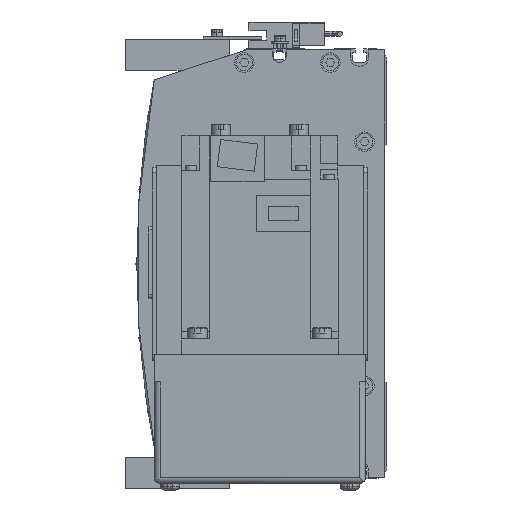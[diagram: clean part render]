
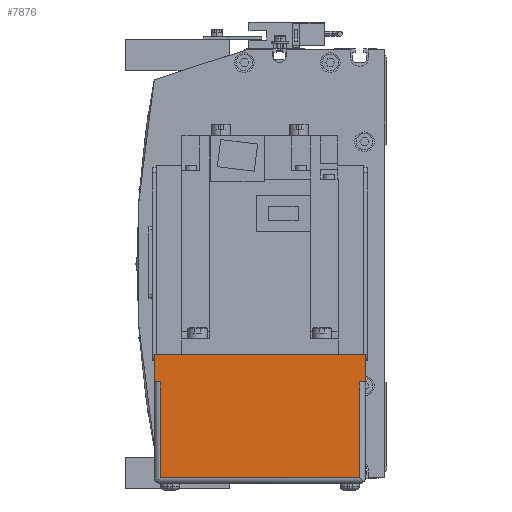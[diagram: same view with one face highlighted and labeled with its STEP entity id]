
A CAD part, left-side view. The second image highlights one B-rep face of the part: STEP entity #7876.
In plain terms, the highlighted planar face has unit normal (-1, 0, 0).
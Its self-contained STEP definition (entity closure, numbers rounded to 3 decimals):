
#68 = DIRECTION ( 'NONE',  ( 0., -1., 0. ) ) ;
#385 = ORIENTED_EDGE ( 'NONE', *, *, #41000, .T. ) ;
#1866 = LINE ( 'NONE', #21570, #2490 ) ;
#2269 = VERTEX_POINT ( 'NONE', #15934 ) ;
#2490 = VECTOR ( 'NONE', #21347, 1000. ) ;
#2632 = FACE_OUTER_BOUND ( 'NONE', #21867, .T. ) ;
#2807 = CARTESIAN_POINT ( 'NONE',  ( -216.5, 119., -60.5 ) ) ;
#3059 = CARTESIAN_POINT ( 'NONE',  ( -216.5, 119., -46.5 ) ) ;
#4039 = DIRECTION ( 'NONE',  ( 0., -1., 0. ) ) ;
#4110 = VECTOR ( 'NONE', #21243, 1000. ) ;
#4268 = DIRECTION ( 'NONE',  ( 0., 0., 1. ) ) ;
#4427 = VECTOR ( 'NONE', #68, 1000. ) ;
#4984 = ORIENTED_EDGE ( 'NONE', *, *, #42361, .T. ) ;
#5601 = VECTOR ( 'NONE', #22965, 1000. ) ;
#6055 = LINE ( 'NONE', #32673, #4427 ) ;
#6232 = LINE ( 'NONE', #3059, #5601 ) ;
#6437 = LINE ( 'NONE', #2807, #11785 ) ;
#7876 = ADVANCED_FACE ( 'NONE', ( #2632 ), #28767, .T. ) ;
#7894 = CARTESIAN_POINT ( 'NONE',  ( -216.5, 14., -112.5 ) ) ;
#8533 = CARTESIAN_POINT ( 'NONE',  ( -216.5, 14., -109.5 ) ) ;
#9242 = CARTESIAN_POINT ( 'NONE',  ( -216.5, 119., -60.5 ) ) ;
#9251 = VERTEX_POINT ( 'NONE', #21651 ) ;
#11785 = VECTOR ( 'NONE', #21872, 1000. ) ;
#11793 = CARTESIAN_POINT ( 'NONE',  ( -216.5, 116., -60.5 ) ) ;
#12066 = CARTESIAN_POINT ( 'NONE',  ( -216.5, 116., -112.5 ) ) ;
#13234 = CARTESIAN_POINT ( 'NONE',  ( -216.5, 116., -109.5 ) ) ;
#15934 = CARTESIAN_POINT ( 'NONE',  ( -216.5, 14., -60.5 ) ) ;
#17224 = ORIENTED_EDGE ( 'NONE', *, *, #38161, .T. ) ;
#18384 = EDGE_CURVE ( 'NONE', #42284, #31622, #32032, .T. ) ;
#19536 = DIRECTION ( 'NONE',  ( -1., 0., 0. ) ) ;
#19645 = VERTEX_POINT ( 'NONE', #35970 ) ;
#20304 = LINE ( 'NONE', #29960, #21731 ) ;
#21243 = DIRECTION ( 'NONE',  ( 0., 0., 1. ) ) ;
#21346 = EDGE_CURVE ( 'NONE', #19645, #23831, #27707, .T. ) ;
#21347 = DIRECTION ( 'NONE',  ( 0., 0., 1. ) ) ;
#21570 = CARTESIAN_POINT ( 'NONE',  ( -216.5, 11., -60.5 ) ) ;
#21651 = CARTESIAN_POINT ( 'NONE',  ( -216.5, 11., -60.5 ) ) ;
#21731 = VECTOR ( 'NONE', #4039, 1000. ) ;
#21867 = EDGE_LOOP ( 'NONE', ( #4984, #26901, #38219, #385, #30583, #33022, #17224, #42493 ) ) ;
#21872 = DIRECTION ( 'NONE',  ( 0., -1., 0. ) ) ;
#22859 = VERTEX_POINT ( 'NONE', #8533 ) ;
#22965 = DIRECTION ( 'NONE',  ( 0., -1., 0. ) ) ;
#23759 = LINE ( 'NONE', #7894, #33679 ) ;
#23831 = VERTEX_POINT ( 'NONE', #35664 ) ;
#23843 = EDGE_CURVE ( 'NONE', #23831, #29578, #6232, .T. ) ;
#24216 = EDGE_CURVE ( 'NONE', #22859, #2269, #23759, .T. ) ;
#24469 = CARTESIAN_POINT ( 'NONE',  ( -216.5, 119., -60.5 ) ) ;
#26901 = ORIENTED_EDGE ( 'NONE', *, *, #24216, .T. ) ;
#27707 = LINE ( 'NONE', #24469, #4110 ) ;
#27957 = CARTESIAN_POINT ( 'NONE',  ( -216.5, 11., -46.5 ) ) ;
#28767 = PLANE ( 'NONE',  #31111 ) ;
#29578 = VERTEX_POINT ( 'NONE', #27957 ) ;
#29960 = CARTESIAN_POINT ( 'NONE',  ( -216.5, 150., -109.5 ) ) ;
#30583 = ORIENTED_EDGE ( 'NONE', *, *, #23843, .F. ) ;
#31111 = AXIS2_PLACEMENT_3D ( 'NONE', #9242, #19536, #35665 ) ;
#31274 = VECTOR ( 'NONE', #32245, 1000. ) ;
#31622 = VERTEX_POINT ( 'NONE', #11793 ) ;
#32032 = LINE ( 'NONE', #12066, #31274 ) ;
#32245 = DIRECTION ( 'NONE',  ( 0., 0., 1. ) ) ;
#32673 = CARTESIAN_POINT ( 'NONE',  ( -216.5, 119., -60.5 ) ) ;
#33022 = ORIENTED_EDGE ( 'NONE', *, *, #21346, .F. ) ;
#33679 = VECTOR ( 'NONE', #4268, 1000. ) ;
#35664 = CARTESIAN_POINT ( 'NONE',  ( -216.5, 119., -46.5 ) ) ;
#35665 = DIRECTION ( 'NONE',  ( 0., 0., 1. ) ) ;
#35970 = CARTESIAN_POINT ( 'NONE',  ( -216.5, 119., -60.5 ) ) ;
#36912 = EDGE_CURVE ( 'NONE', #2269, #9251, #6437, .T. ) ;
#38161 = EDGE_CURVE ( 'NONE', #19645, #31622, #6055, .T. ) ;
#38219 = ORIENTED_EDGE ( 'NONE', *, *, #36912, .T. ) ;
#41000 = EDGE_CURVE ( 'NONE', #9251, #29578, #1866, .T. ) ;
#42284 = VERTEX_POINT ( 'NONE', #13234 ) ;
#42361 = EDGE_CURVE ( 'NONE', #42284, #22859, #20304, .T. ) ;
#42493 = ORIENTED_EDGE ( 'NONE', *, *, #18384, .F. ) ;
